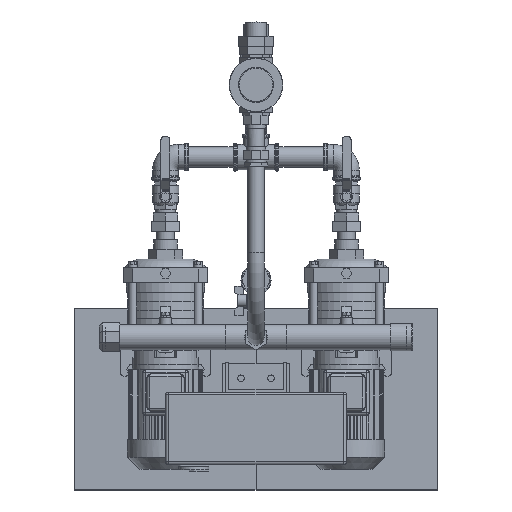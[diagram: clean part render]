
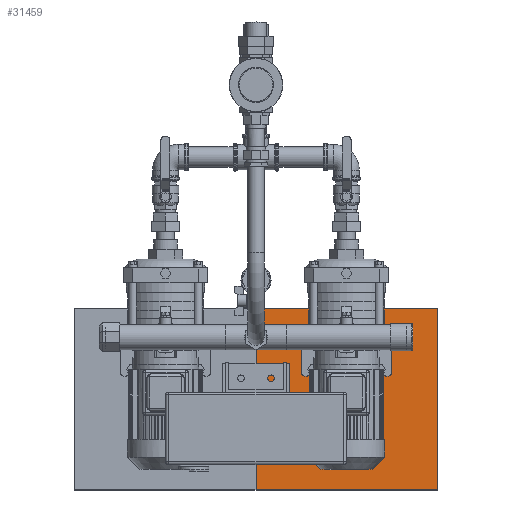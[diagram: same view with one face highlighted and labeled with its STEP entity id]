
A CAD part, top view. The second image highlights one B-rep face of the part: STEP entity #31459.
In plain terms, the highlighted planar face has unit normal (0, 0, 1).
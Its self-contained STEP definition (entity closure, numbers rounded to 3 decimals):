
#1977=LINE('',#51613,#5073);
#1998=LINE('',#51655,#5094);
#2000=LINE('',#51659,#5096);
#2001=LINE('',#51660,#5097);
#5073=VECTOR('',#40311,1.);
#5094=VECTOR('',#40342,10.);
#5096=VECTOR('',#40346,10.);
#5097=VECTOR('',#40347,10.);
#7420=PLANE('',#34095);
#9464=FACE_OUTER_BOUND('',#11518,.T.);
#11518=EDGE_LOOP('',(#26145,#26146,#26147,#26148));
#15459=VERTEX_POINT('',#51611);
#15460=VERTEX_POINT('',#51612);
#15476=VERTEX_POINT('',#51654);
#15477=VERTEX_POINT('',#51658);
#19264=EDGE_CURVE('',#15459,#15460,#1977,.T.);
#19285=EDGE_CURVE('',#15476,#15460,#1998,.T.);
#19287=EDGE_CURVE('',#15477,#15459,#2000,.T.);
#19288=EDGE_CURVE('',#15477,#15476,#2001,.T.);
#26145=ORIENTED_EDGE('',*,*,#19264,.F.);
#26146=ORIENTED_EDGE('',*,*,#19287,.F.);
#26147=ORIENTED_EDGE('',*,*,#19288,.T.);
#26148=ORIENTED_EDGE('',*,*,#19285,.T.);
#31459=ADVANCED_FACE('',(#9464),#7420,.T.);
#34095=AXIS2_PLACEMENT_3D('',#51657,#40344,#40345);
#40311=DIRECTION('',(0.,-1.,0.));
#40342=DIRECTION('',(1.,0.,0.));
#40344=DIRECTION('center_axis',(0.,0.,1.));
#40345=DIRECTION('ref_axis',(0.,-1.,0.));
#40346=DIRECTION('',(1.,0.,0.));
#40347=DIRECTION('',(0.,-1.,0.));
#51611=CARTESIAN_POINT('',(600.,47.5,50.));
#51612=CARTESIAN_POINT('',(600.,-252.5,50.));
#51613=CARTESIAN_POINT('',(600.,-102.5,50.));
#51654=CARTESIAN_POINT('',(300.,-252.5,50.));
#51655=CARTESIAN_POINT('',(600.,-252.5,50.));
#51657=CARTESIAN_POINT('Origin',(600.,-102.5,50.));
#51658=CARTESIAN_POINT('',(300.,47.5,50.));
#51659=CARTESIAN_POINT('',(600.,47.5,50.));
#51660=CARTESIAN_POINT('',(300.,-102.5,50.));
